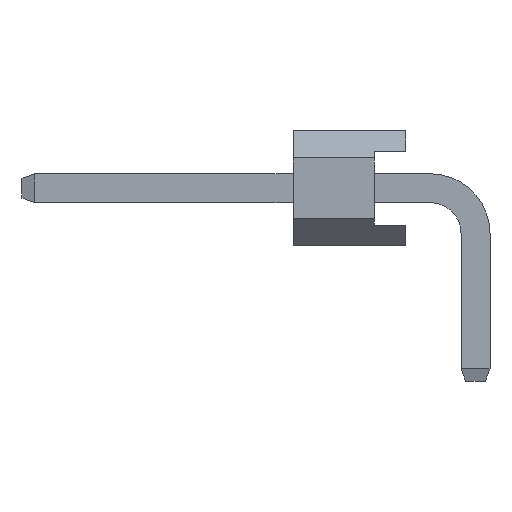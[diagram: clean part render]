
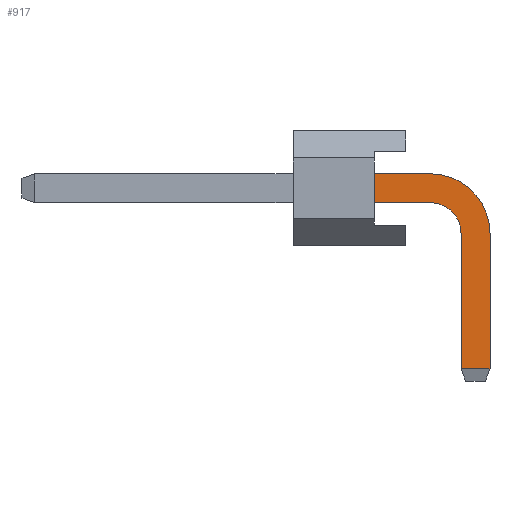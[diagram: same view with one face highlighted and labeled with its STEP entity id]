
A CAD part, left-side view. The second image highlights one B-rep face of the part: STEP entity #917.
In plain terms, the highlighted planar face has unit normal (-1, 0, 0).
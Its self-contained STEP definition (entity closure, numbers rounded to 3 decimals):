
#917=ADVANCED_FACE('',(#2513),#2515,.T.);
#2513=FACE_BOUND('',#2514,.T.);
#2514=EDGE_LOOP('',(#3801,#3802,#3803,#3804,#3805,#3806,#3807,#3808));
#2515=PLANE('',#2516);
#2516=AXIS2_PLACEMENT_3D('',#2517,#2518,#2519);
#2517=CARTESIAN_POINT('',(-0.32,0.32,-3.));
#2518=DIRECTION('',(-1.,0.,0.));
#2519=DIRECTION('',(0.,-1.,0.));
#3801=ORIENTED_EDGE('',*,*,#4571,.T.);
#3802=ORIENTED_EDGE('',*,*,#4572,.T.);
#3803=ORIENTED_EDGE('',*,*,#4573,.T.);
#3804=ORIENTED_EDGE('',*,*,#4574,.T.);
#3805=ORIENTED_EDGE('',*,*,#4329,.T.);
#3806=ORIENTED_EDGE('',*,*,#4575,.F.);
#3807=ORIENTED_EDGE('',*,*,#4576,.F.);
#3808=ORIENTED_EDGE('',*,*,#4577,.F.);
#4329=EDGE_CURVE('',#4947,#4948,#4949,.T.);
#4571=EDGE_CURVE('',#5325,#5326,#5327,.T.);
#4572=EDGE_CURVE('',#5326,#5328,#5329,.T.);
#4573=EDGE_CURVE('',#5328,#5330,#5331,.T.);
#4574=EDGE_CURVE('',#5330,#4947,#5332,.T.);
#4575=EDGE_CURVE('',#5333,#4948,#5334,.T.);
#4576=EDGE_CURVE('',#5335,#5333,#5336,.T.);
#4577=EDGE_CURVE('',#5325,#5335,#5337,.T.);
#4947=VERTEX_POINT('',#6001);
#4948=VERTEX_POINT('',#6002);
#4949=LINE('',#6003,#6004);
#5325=VERTEX_POINT('',#6883);
#5326=VERTEX_POINT('',#6884);
#5327=LINE('',#6885,#6886);
#5328=VERTEX_POINT('',#6888);
#5329=LINE('',#6889,#6890);
#5330=VERTEX_POINT('',#6892);
#5331=CIRCLE('',#6893,1.32);
#5332=LINE('',#6897,#6898);
#5333=VERTEX_POINT('',#6900);
#5334=LINE('',#6901,#6902);
#5335=VERTEX_POINT('',#6904);
#5336=CIRCLE('',#6905,0.68);
#5337=LINE('',#6909,#6910);
#6001=CARTESIAN_POINT('',(-0.32,2.24,1.59));
#6002=CARTESIAN_POINT('',(-0.32,2.24,0.95));
#6003=CARTESIAN_POINT('',(-0.32,2.24,1.59));
#6004=VECTOR('',#6005,1.);
#6005=DIRECTION('',(0.,0.,-1.));
#6883=CARTESIAN_POINT('',(-0.32,0.32,-2.725));
#6884=CARTESIAN_POINT('',(-0.32,-0.32,-2.725));
#6885=CARTESIAN_POINT('',(-0.32,0.32,-2.725));
#6886=VECTOR('',#6887,1.);
#6887=DIRECTION('',(0.,-1.,0.));
#6888=CARTESIAN_POINT('',(-0.32,-0.32,0.27));
#6889=CARTESIAN_POINT('',(-0.32,-0.32,-2.725));
#6890=VECTOR('',#6891,1.);
#6891=DIRECTION('',(0.,0.,1.));
#6892=CARTESIAN_POINT('',(-0.32,1.,1.59));
#6893=AXIS2_PLACEMENT_3D('',#6894,#6895,#6896);
#6894=CARTESIAN_POINT('',(-0.32,1.,0.27));
#6895=DIRECTION('',(-1.,-0.,0.));
#6896=DIRECTION('',(0.,-1.,0.));
#6897=CARTESIAN_POINT('',(-0.32,1.,1.59));
#6898=VECTOR('',#6899,1.);
#6899=DIRECTION('',(0.,1.,0.));
#6900=CARTESIAN_POINT('',(-0.32,1.,0.95));
#6901=CARTESIAN_POINT('',(-0.32,1.,0.95));
#6902=VECTOR('',#6903,1.);
#6903=DIRECTION('',(0.,1.,0.));
#6904=CARTESIAN_POINT('',(-0.32,0.32,0.27));
#6905=AXIS2_PLACEMENT_3D('',#6906,#6907,#6908);
#6906=CARTESIAN_POINT('',(-0.32,1.,0.27));
#6907=DIRECTION('',(-1.,-0.,0.));
#6908=DIRECTION('',(0.,-1.,0.));
#6909=CARTESIAN_POINT('',(-0.32,0.32,-2.725));
#6910=VECTOR('',#6911,1.);
#6911=DIRECTION('',(0.,0.,1.));
